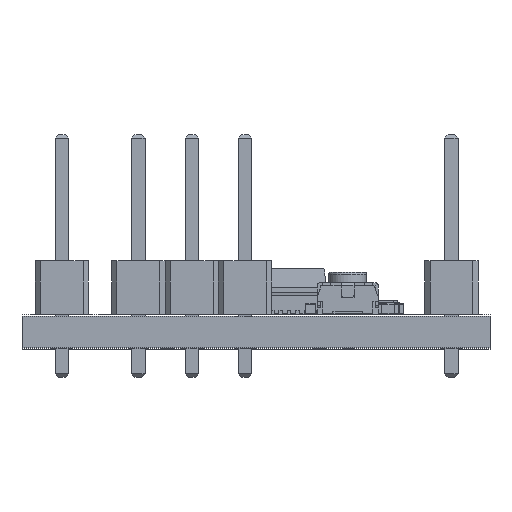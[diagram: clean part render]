
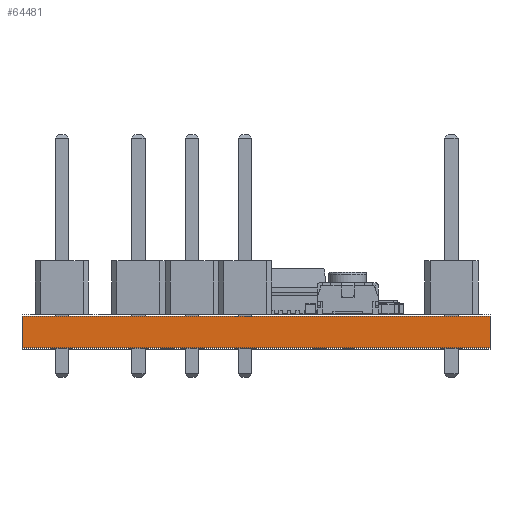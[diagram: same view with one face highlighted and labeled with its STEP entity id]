
A CAD part, front view. The second image highlights one B-rep face of the part: STEP entity #64481.
In plain terms, the highlighted planar face has unit normal (0, -1, 0).
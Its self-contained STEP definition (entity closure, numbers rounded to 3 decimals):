
#64481 = ADVANCED_FACE('',(#64482),#64516,.T.);
#64482 = FACE_BOUND('',#64483,.T.);
#64483 = EDGE_LOOP('',(#64484,#64494,#64502,#64510));
#64484 = ORIENTED_EDGE('',*,*,#64485,.T.);
#64485 = EDGE_CURVE('',#64486,#64488,#64490,.T.);
#64486 = VERTEX_POINT('',#64487);
#64487 = CARTESIAN_POINT('',(222.,-112.2,0.));
#64488 = VERTEX_POINT('',#64489);
#64489 = CARTESIAN_POINT('',(222.,-112.2,1.51));
#64490 = LINE('',#64491,#64492);
#64491 = CARTESIAN_POINT('',(222.,-112.2,0.));
#64492 = VECTOR('',#64493,1.);
#64493 = DIRECTION('',(0.,0.,1.));
#64494 = ORIENTED_EDGE('',*,*,#64495,.T.);
#64495 = EDGE_CURVE('',#64488,#64496,#64498,.T.);
#64496 = VERTEX_POINT('',#64497);
#64497 = CARTESIAN_POINT('',(199.75,-112.2,1.51));
#64498 = LINE('',#64499,#64500);
#64499 = CARTESIAN_POINT('',(222.,-112.2,1.51));
#64500 = VECTOR('',#64501,1.);
#64501 = DIRECTION('',(-1.,0.,0.));
#64502 = ORIENTED_EDGE('',*,*,#64503,.F.);
#64503 = EDGE_CURVE('',#64504,#64496,#64506,.T.);
#64504 = VERTEX_POINT('',#64505);
#64505 = CARTESIAN_POINT('',(199.75,-112.2,0.));
#64506 = LINE('',#64507,#64508);
#64507 = CARTESIAN_POINT('',(199.75,-112.2,0.));
#64508 = VECTOR('',#64509,1.);
#64509 = DIRECTION('',(0.,0.,1.));
#64510 = ORIENTED_EDGE('',*,*,#64511,.F.);
#64511 = EDGE_CURVE('',#64486,#64504,#64512,.T.);
#64512 = LINE('',#64513,#64514);
#64513 = CARTESIAN_POINT('',(222.,-112.2,0.));
#64514 = VECTOR('',#64515,1.);
#64515 = DIRECTION('',(-1.,0.,0.));
#64516 = PLANE('',#64517);
#64517 = AXIS2_PLACEMENT_3D('',#64518,#64519,#64520);
#64518 = CARTESIAN_POINT('',(222.,-112.2,0.));
#64519 = DIRECTION('',(0.,-1.,0.));
#64520 = DIRECTION('',(-1.,0.,0.));
